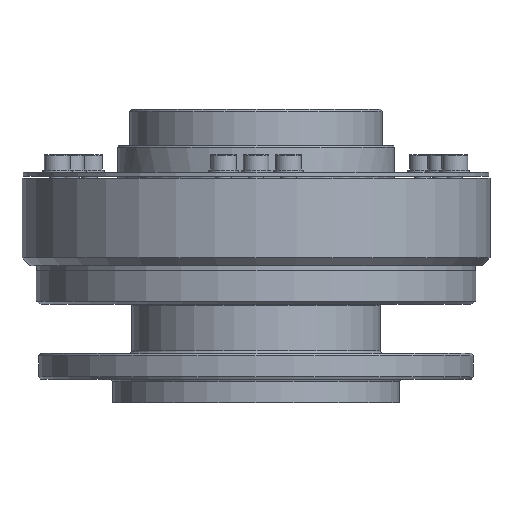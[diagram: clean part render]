
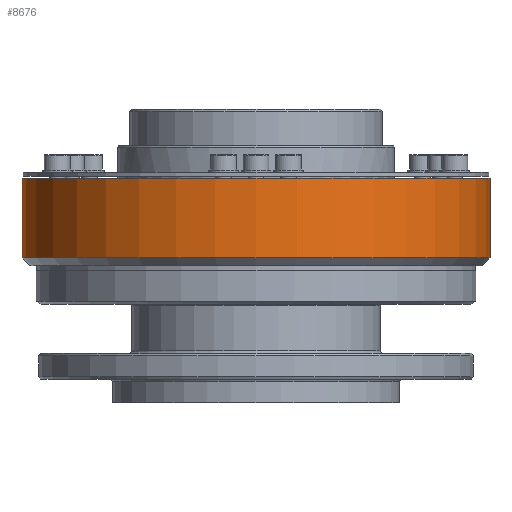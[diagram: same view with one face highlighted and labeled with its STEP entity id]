
A CAD part, front view. The second image highlights one B-rep face of the part: STEP entity #8676.
In plain terms, the highlighted cylindrical face has radius 90.5 mm (diameter 181 mm), a partial arc.
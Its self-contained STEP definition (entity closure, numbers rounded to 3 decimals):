
#1600 = DIRECTION ( 'NONE',  ( 0., 0., -1. ) ) ;
#1601 = VECTOR ( 'NONE', #1600, 1000. ) ;
#1602 = CARTESIAN_POINT ( 'NONE',  ( -90.5, 0., -83.575 ) ) ;
#1603 = LINE ( 'NONE', #1602, #1601 ) ;
#1604 = CARTESIAN_POINT ( 'NONE',  ( -90.5, 0., -21.9 ) ) ;
#1605 = DIRECTION ( 'NONE',  ( 0., 0., -1. ) ) ;
#1606 = VECTOR ( 'NONE', #1605, 1000. ) ;
#1607 = CARTESIAN_POINT ( 'NONE',  ( 90.5, 0., -83.575 ) ) ;
#1608 = LINE ( 'NONE', #1607, #1606 ) ;
#1621 = CARTESIAN_POINT ( 'NONE',  ( 90.5, 0., -21.9 ) ) ;
#1641 = CARTESIAN_POINT ( 'NONE',  ( -90.5, 0., 8.9 ) ) ;
#1643 = CARTESIAN_POINT ( 'NONE',  ( 90.5, 0., 8.9 ) ) ;
#8675 = EDGE_CURVE ( 'NONE', #9616, #9624, #15774, .T. ) ;
#8676 = ADVANCED_FACE ( 'NONE', ( #15769 ), #15768, .T. ) ;
#8677 = EDGE_LOOP ( 'NONE', ( #8678, #8679, #8684, #8685 ) ) ;
#8678 = ORIENTED_EDGE ( 'NONE', *, *, #9622, .F. ) ;
#8679 = ORIENTED_EDGE ( 'NONE', *, *, #8683, .F. ) ;
#8683 = EDGE_CURVE ( 'NONE', #9613, #9611, #15739, .T. ) ;
#8684 = ORIENTED_EDGE ( 'NONE', *, *, #9626, .T. ) ;
#8685 = ORIENTED_EDGE ( 'NONE', *, *, #8675, .F. ) ;
#9611 = VERTEX_POINT ( 'NONE', #1643 ) ;
#9613 = VERTEX_POINT ( 'NONE', #1641 ) ;
#9616 = VERTEX_POINT ( 'NONE', #1621 ) ;
#9622 = EDGE_CURVE ( 'NONE', #9611, #9616, #1608, .T. ) ;
#9624 = VERTEX_POINT ( 'NONE', #1604 ) ;
#9626 = EDGE_CURVE ( 'NONE', #9613, #9624, #1603, .T. ) ;
#15735 = DIRECTION ( 'NONE',  ( 1., 0., 0. ) ) ;
#15736 = DIRECTION ( 'NONE',  ( 0., 0., 1. ) ) ;
#15737 = CARTESIAN_POINT ( 'NONE',  ( 0., 0., 8.9 ) ) ;
#15738 = AXIS2_PLACEMENT_3D ( 'NONE', #15737, #15736, #15735 ) ;
#15739 = CIRCLE ( 'NONE', #15738, 90.5 ) ;
#15763 = DIRECTION ( 'NONE',  ( -1., 0., 0. ) ) ;
#15764 = DIRECTION ( 'NONE',  ( 0., 0., -1. ) ) ;
#15765 = AXIS2_PLACEMENT_3D ( 'NONE', #15767, #15764, #15763 ) ;
#15767 = CARTESIAN_POINT ( 'NONE',  ( 0., 0., -83.575 ) ) ;
#15768 = CYLINDRICAL_SURFACE ( 'NONE', #15765, 90.5 ) ;
#15769 = FACE_OUTER_BOUND ( 'NONE', #8677, .T. ) ;
#15770 = DIRECTION ( 'NONE',  ( -1., 0., 0. ) ) ;
#15771 = DIRECTION ( 'NONE',  ( 0., 0., -1. ) ) ;
#15772 = CARTESIAN_POINT ( 'NONE',  ( 0., 0., -21.9 ) ) ;
#15773 = AXIS2_PLACEMENT_3D ( 'NONE', #15772, #15771, #15770 ) ;
#15774 = CIRCLE ( 'NONE', #15773, 90.5 ) ;
